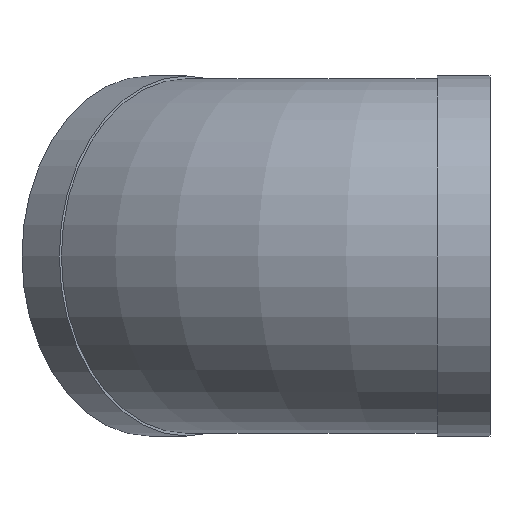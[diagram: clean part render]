
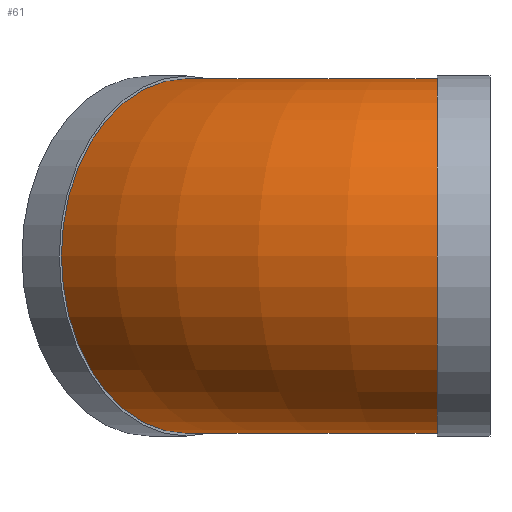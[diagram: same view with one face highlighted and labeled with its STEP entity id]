
A CAD part, left-side view. The second image highlights one B-rep face of the part: STEP entity #61.
In plain terms, the highlighted toroidal (fillet/blend) face has major radius 355 mm and minor radius 177.5 mm.
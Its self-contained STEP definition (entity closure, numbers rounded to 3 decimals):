
#61 = ADVANCED_FACE( '', ( #118, #119 ), #120, .T. );
#118 = FACE_OUTER_BOUND( '', #180, .T. );
#119 = FACE_OUTER_BOUND( '', #181, .T. );
#120 = TOROIDAL_SURFACE( '', #182, 355., 177.5 );
#180 = EDGE_LOOP( '', ( #232 ) );
#181 = EDGE_LOOP( '', ( #233 ) );
#182 = AXIS2_PLACEMENT_3D( '', #234, #235, #236 );
#232 = ORIENTED_EDGE( '', *, *, #302, .T. );
#233 = ORIENTED_EDGE( '', *, *, #300, .F. );
#234 = CARTESIAN_POINT( '', ( 355., 52.9, 0. ) );
#235 = DIRECTION( '', ( 0., 0., -1. ) );
#236 = DIRECTION( '', ( -1., 0., 0. ) );
#300 = EDGE_CURVE( '', #325, #325, #326, .T. );
#302 = EDGE_CURVE( '', #328, #328, #329, .T. );
#325 = VERTEX_POINT( '', #361 );
#326 = CIRCLE( '', #362, 177.5 );
#328 = VERTEX_POINT( '', #364 );
#329 = CIRCLE( '', #365, 177.5 );
#361 = CARTESIAN_POINT( '', ( 229.489, 178.411, 0. ) );
#362 = AXIS2_PLACEMENT_3D( '', #397, #398, #399 );
#364 = CARTESIAN_POINT( '', ( 177.5, 52.9, 0. ) );
#365 = AXIS2_PLACEMENT_3D( '', #400, #401, #402 );
#397 = CARTESIAN_POINT( '', ( 103.977, 303.923, 0. ) );
#398 = DIRECTION( '', ( 0.707, 0.707, 0. ) );
#399 = DIRECTION( '', ( 0.707, -0.707, 0. ) );
#400 = CARTESIAN_POINT( '', ( 0., 52.9, 0. ) );
#401 = DIRECTION( '', ( 0., 1., 0. ) );
#402 = DIRECTION( '', ( 1., 0., 0. ) );
